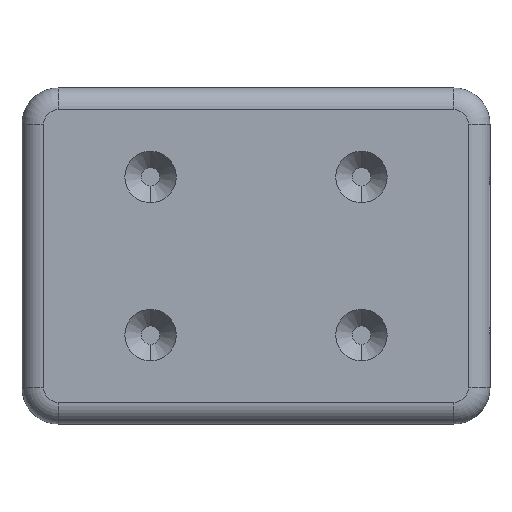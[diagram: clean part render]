
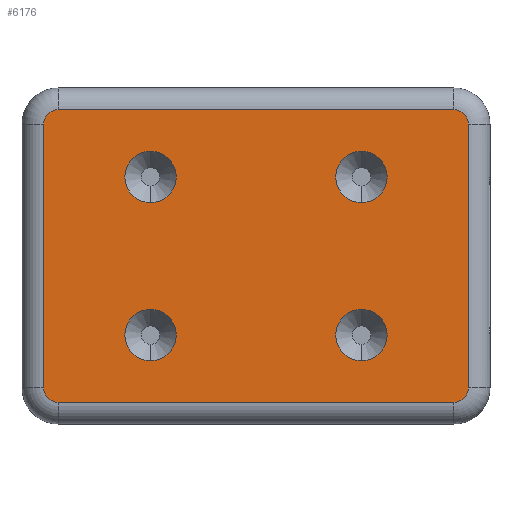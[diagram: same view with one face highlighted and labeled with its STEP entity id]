
A CAD part, front view. The second image highlights one B-rep face of the part: STEP entity #6176.
In plain terms, the highlighted planar face has unit normal (0, -1, 0).
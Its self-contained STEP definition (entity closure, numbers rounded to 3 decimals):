
#683 = CIRCLE ( 'NONE', #748, 0.195 ) ;
#748 = AXIS2_PLACEMENT_3D ( 'NONE', #12117, #12118, #12119 ) ;
#753 = AXIS2_PLACEMENT_3D ( 'NONE', #2558, #2557, #2555 ) ;
#771 = CIRCLE ( 'NONE', #1386, 0.195 ) ;
#848 = CIRCLE ( 'NONE', #1326, 0.195 ) ;
#935 = VECTOR ( 'NONE', #2967, 1000. ) ;
#966 = AXIS2_PLACEMENT_3D ( 'NONE', #2806, #2860, #2859 ) ;
#988 = AXIS2_PLACEMENT_3D ( 'NONE', #12065, #12066, #12067 ) ;
#993 = VECTOR ( 'NONE', #12323, 1000. ) ;
#1005 = CIRCLE ( 'NONE', #1142, 0.11 ) ;
#1011 = AXIS2_PLACEMENT_3D ( 'NONE', #4596, #4595, #4594 ) ;
#1028 = CIRCLE ( 'NONE', #988, 0.195 ) ;
#1142 = AXIS2_PLACEMENT_3D ( 'NONE', #2828, #2827, #2826 ) ;
#1172 = CIRCLE ( 'NONE', #1347, 0.11 ) ;
#1253 = CIRCLE ( 'NONE', #753, 0.195 ) ;
#1255 = AXIS2_PLACEMENT_3D ( 'NONE', #2976, #2970, #2969 ) ;
#1278 = VECTOR ( 'NONE', #2564, 1000. ) ;
#1292 = CIRCLE ( 'NONE', #1011, 0.195 ) ;
#1306 = CIRCLE ( 'NONE', #1362, 0.11 ) ;
#1326 = AXIS2_PLACEMENT_3D ( 'NONE', #4749, #4748, #4747 ) ;
#1338 = VECTOR ( 'NONE', #12011, 1000. ) ;
#1347 = AXIS2_PLACEMENT_3D ( 'NONE', #12125, #12126, #12127 ) ;
#1357 = CIRCLE ( 'NONE', #1255, 0.195 ) ;
#1362 = AXIS2_PLACEMENT_3D ( 'NONE', #12008, #12009, #12010 ) ;
#1381 = CIRCLE ( 'NONE', #1394, 0.11 ) ;
#1386 = AXIS2_PLACEMENT_3D ( 'NONE', #12193, #12194, #12195 ) ;
#1394 = AXIS2_PLACEMENT_3D ( 'NONE', #4735, #4734, #4733 ) ;
#1424 = CIRCLE ( 'NONE', #966, 0.195 ) ;
#1842 = AXIS2_PLACEMENT_3D ( 'NONE', #8404, #8398, #8397 ) ;
#2555 = DIRECTION ( 'NONE',  ( 0., 0., -1. ) ) ;
#2557 = DIRECTION ( 'NONE',  ( 0., -1., 0. ) ) ;
#2558 = CARTESIAN_POINT ( 'NONE',  ( -0.8, -0.115, 0.6 ) ) ;
#2564 = DIRECTION ( 'NONE',  ( 0., 0., 1. ) ) ;
#2568 = CARTESIAN_POINT ( 'NONE',  ( 1.61, -0.115, -1. ) ) ;
#2576 = LINE ( 'NONE', #2568, #1278 ) ;
#2806 = CARTESIAN_POINT ( 'NONE',  ( 0.8, -0.115, -0.6 ) ) ;
#2826 = DIRECTION ( 'NONE',  ( 0., 0., -1. ) ) ;
#2827 = DIRECTION ( 'NONE',  ( 0., -1., 0. ) ) ;
#2828 = CARTESIAN_POINT ( 'NONE',  ( 1.5, -0.115, 1. ) ) ;
#2859 = DIRECTION ( 'NONE',  ( 0., 0., -1. ) ) ;
#2860 = DIRECTION ( 'NONE',  ( 0., -1., 0. ) ) ;
#2967 = DIRECTION ( 'NONE',  ( -1., 0., 0. ) ) ;
#2969 = DIRECTION ( 'NONE',  ( 0., 0., -1. ) ) ;
#2970 = DIRECTION ( 'NONE',  ( 0., -1., 0. ) ) ;
#2976 = CARTESIAN_POINT ( 'NONE',  ( -0.8, -0.115, -0.6 ) ) ;
#3004 = LINE ( 'NONE', #3007, #935 ) ;
#3007 = CARTESIAN_POINT ( 'NONE',  ( 1.5, -0.115, 1.11 ) ) ;
#4536 = EDGE_LOOP ( 'NONE', ( #7819, #7832 ) ) ;
#4537 = EDGE_LOOP ( 'NONE', ( #7810, #7816 ) ) ;
#4543 = EDGE_LOOP ( 'NONE', ( #7848, #7850, #7854, #7856, #7862, #7864, #7870, #7889 ) ) ;
#4558 = EDGE_LOOP ( 'NONE', ( #7833, #7835 ) ) ;
#4559 = EDGE_LOOP ( 'NONE', ( #7841, #7843 ) ) ;
#4594 = DIRECTION ( 'NONE',  ( 0., 0., -1. ) ) ;
#4595 = DIRECTION ( 'NONE',  ( 0., -1., 0. ) ) ;
#4596 = CARTESIAN_POINT ( 'NONE',  ( 0.8, -0.115, 0.6 ) ) ;
#4733 = DIRECTION ( 'NONE',  ( 0., 0., -1. ) ) ;
#4734 = DIRECTION ( 'NONE',  ( 0., -1., 0. ) ) ;
#4735 = CARTESIAN_POINT ( 'NONE',  ( -1.5, -0.115, -1. ) ) ;
#4747 = DIRECTION ( 'NONE',  ( 0., 0., -1. ) ) ;
#4748 = DIRECTION ( 'NONE',  ( 0., -1., 0. ) ) ;
#4749 = CARTESIAN_POINT ( 'NONE',  ( -0.8, -0.115, -0.6 ) ) ;
#6176 = ADVANCED_FACE ( 'NONE', ( #8407, #8405, #8403, #8400, #8408 ), #8410, .T. ) ;
#7810 = ORIENTED_EDGE ( 'NONE', *, *, #9401, .F. ) ;
#7816 = ORIENTED_EDGE ( 'NONE', *, *, #9989, .F. ) ;
#7819 = ORIENTED_EDGE ( 'NONE', *, *, #9826, .F. ) ;
#7832 = ORIENTED_EDGE ( 'NONE', *, *, #9951, .F. ) ;
#7833 = ORIENTED_EDGE ( 'NONE', *, *, #9356, .F. ) ;
#7835 = ORIENTED_EDGE ( 'NONE', *, *, #9729, .F. ) ;
#7841 = ORIENTED_EDGE ( 'NONE', *, *, #9968, .F. ) ;
#7843 = ORIENTED_EDGE ( 'NONE', *, *, #9662, .F. ) ;
#7848 = ORIENTED_EDGE ( 'NONE', *, *, #9361, .T. ) ;
#7850 = ORIENTED_EDGE ( 'NONE', *, *, #10032, .T. ) ;
#7854 = ORIENTED_EDGE ( 'NONE', *, *, #9972, .T. ) ;
#7856 = ORIENTED_EDGE ( 'NONE', *, *, #9824, .T. ) ;
#7862 = ORIENTED_EDGE ( 'NONE', *, *, #9755, .T. ) ;
#7864 = ORIENTED_EDGE ( 'NONE', *, *, #9730, .T. ) ;
#7870 = ORIENTED_EDGE ( 'NONE', *, *, #9934, .T. ) ;
#7889 = ORIENTED_EDGE ( 'NONE', *, *, #9935, .T. ) ;
#8397 = DIRECTION ( 'NONE',  ( 0., 0., -1. ) ) ;
#8398 = DIRECTION ( 'NONE',  ( 0., -1., 0. ) ) ;
#8400 = FACE_BOUND ( 'NONE', #4559, .T. ) ;
#8403 = FACE_BOUND ( 'NONE', #4558, .T. ) ;
#8404 = CARTESIAN_POINT ( 'NONE',  ( 1.5, -0.115, -1. ) ) ;
#8405 = FACE_BOUND ( 'NONE', #4536, .T. ) ;
#8407 = FACE_BOUND ( 'NONE', #4537, .T. ) ;
#8408 = FACE_OUTER_BOUND ( 'NONE', #4543, .T. ) ;
#8410 = PLANE ( 'NONE',  #1842 ) ;
#9356 = EDGE_CURVE ( 'NONE', #10559, #10475, #848, .T. ) ;
#9361 = EDGE_CURVE ( 'NONE', #10499, #10507, #1381, .T. ) ;
#9401 = EDGE_CURVE ( 'NONE', #10504, #10562, #1292, .T. ) ;
#9662 = EDGE_CURVE ( 'NONE', #10477, #10479, #1424, .T. ) ;
#9729 = EDGE_CURVE ( 'NONE', #10475, #10559, #1357, .T. ) ;
#9730 = EDGE_CURVE ( 'NONE', #10519, #10520, #3004, .T. ) ;
#9755 = EDGE_CURVE ( 'NONE', #10510, #10519, #1005, .T. ) ;
#9824 = EDGE_CURVE ( 'NONE', #10509, #10510, #2576, .T. ) ;
#9826 = EDGE_CURVE ( 'NONE', #10472, #10563, #1253, .T. ) ;
#9934 = EDGE_CURVE ( 'NONE', #10520, #10666, #1306, .T. ) ;
#9935 = EDGE_CURVE ( 'NONE', #10666, #10499, #12001, .T. ) ;
#9951 = EDGE_CURVE ( 'NONE', #10563, #10472, #1028, .T. ) ;
#9968 = EDGE_CURVE ( 'NONE', #10479, #10477, #683, .T. ) ;
#9972 = EDGE_CURVE ( 'NONE', #10505, #10509, #1172, .T. ) ;
#9989 = EDGE_CURVE ( 'NONE', #10562, #10504, #771, .T. ) ;
#10032 = EDGE_CURVE ( 'NONE', #10507, #10505, #12315, .T. ) ;
#10472 = VERTEX_POINT ( 'NONE', #12525 ) ;
#10475 = VERTEX_POINT ( 'NONE', #12528 ) ;
#10477 = VERTEX_POINT ( 'NONE', #12530 ) ;
#10479 = VERTEX_POINT ( 'NONE', #12532 ) ;
#10499 = VERTEX_POINT ( 'NONE', #12552 ) ;
#10504 = VERTEX_POINT ( 'NONE', #12557 ) ;
#10505 = VERTEX_POINT ( 'NONE', #12558 ) ;
#10507 = VERTEX_POINT ( 'NONE', #12560 ) ;
#10509 = VERTEX_POINT ( 'NONE', #12562 ) ;
#10510 = VERTEX_POINT ( 'NONE', #12563 ) ;
#10519 = VERTEX_POINT ( 'NONE', #12572 ) ;
#10520 = VERTEX_POINT ( 'NONE', #12573 ) ;
#10559 = VERTEX_POINT ( 'NONE', #12612 ) ;
#10562 = VERTEX_POINT ( 'NONE', #12615 ) ;
#10563 = VERTEX_POINT ( 'NONE', #12616 ) ;
#10666 = VERTEX_POINT ( 'NONE', #12719 ) ;
#12001 = LINE ( 'NONE', #12002, #1338 ) ;
#12002 = CARTESIAN_POINT ( 'NONE',  ( -1.61, -0.115, -1. ) ) ;
#12008 = CARTESIAN_POINT ( 'NONE',  ( -1.5, -0.115, 1. ) ) ;
#12009 = DIRECTION ( 'NONE',  ( 0., -1., 0. ) ) ;
#12010 = DIRECTION ( 'NONE',  ( 0., 0., -1. ) ) ;
#12011 = DIRECTION ( 'NONE',  ( 0., 0., -1. ) ) ;
#12065 = CARTESIAN_POINT ( 'NONE',  ( -0.8, -0.115, 0.6 ) ) ;
#12066 = DIRECTION ( 'NONE',  ( 0., -1., 0. ) ) ;
#12067 = DIRECTION ( 'NONE',  ( 0., 0., -1. ) ) ;
#12117 = CARTESIAN_POINT ( 'NONE',  ( 0.8, -0.115, -0.6 ) ) ;
#12118 = DIRECTION ( 'NONE',  ( 0., -1., 0. ) ) ;
#12119 = DIRECTION ( 'NONE',  ( 0., 0., -1. ) ) ;
#12125 = CARTESIAN_POINT ( 'NONE',  ( 1.5, -0.115, -1. ) ) ;
#12126 = DIRECTION ( 'NONE',  ( 0., -1., 0. ) ) ;
#12127 = DIRECTION ( 'NONE',  ( 0., 0., -1. ) ) ;
#12193 = CARTESIAN_POINT ( 'NONE',  ( 0.8, -0.115, 0.6 ) ) ;
#12194 = DIRECTION ( 'NONE',  ( 0., -1., 0. ) ) ;
#12195 = DIRECTION ( 'NONE',  ( 0., 0., -1. ) ) ;
#12315 = LINE ( 'NONE', #12316, #993 ) ;
#12316 = CARTESIAN_POINT ( 'NONE',  ( 1.5, -0.115, -1.11 ) ) ;
#12323 = DIRECTION ( 'NONE',  ( 1., 0., 0. ) ) ;
#12525 = CARTESIAN_POINT ( 'NONE',  ( -0.8, -0.115, 0.405 ) ) ;
#12528 = CARTESIAN_POINT ( 'NONE',  ( -0.8, -0.115, -0.795 ) ) ;
#12530 = CARTESIAN_POINT ( 'NONE',  ( 0.8, -0.115, -0.405 ) ) ;
#12532 = CARTESIAN_POINT ( 'NONE',  ( 0.8, -0.115, -0.795 ) ) ;
#12552 = CARTESIAN_POINT ( 'NONE',  ( -1.61, -0.115, -1. ) ) ;
#12557 = CARTESIAN_POINT ( 'NONE',  ( 0.8, -0.115, 0.795 ) ) ;
#12558 = CARTESIAN_POINT ( 'NONE',  ( 1.5, -0.115, -1.11 ) ) ;
#12560 = CARTESIAN_POINT ( 'NONE',  ( -1.5, -0.115, -1.11 ) ) ;
#12562 = CARTESIAN_POINT ( 'NONE',  ( 1.61, -0.115, -1. ) ) ;
#12563 = CARTESIAN_POINT ( 'NONE',  ( 1.61, -0.115, 1. ) ) ;
#12572 = CARTESIAN_POINT ( 'NONE',  ( 1.5, -0.115, 1.11 ) ) ;
#12573 = CARTESIAN_POINT ( 'NONE',  ( -1.5, -0.115, 1.11 ) ) ;
#12612 = CARTESIAN_POINT ( 'NONE',  ( -0.8, -0.115, -0.405 ) ) ;
#12615 = CARTESIAN_POINT ( 'NONE',  ( 0.8, -0.115, 0.405 ) ) ;
#12616 = CARTESIAN_POINT ( 'NONE',  ( -0.8, -0.115, 0.795 ) ) ;
#12719 = CARTESIAN_POINT ( 'NONE',  ( -1.61, -0.115, 1. ) ) ;
